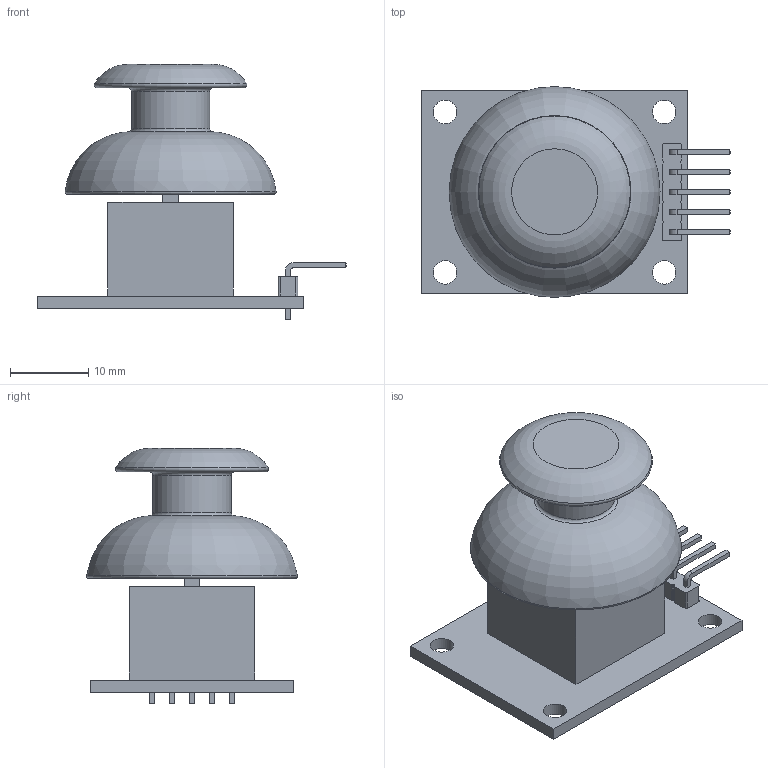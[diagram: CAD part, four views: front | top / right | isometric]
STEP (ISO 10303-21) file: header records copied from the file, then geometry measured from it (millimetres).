
FILE_DESCRIPTION(/* description */ ('Unknown'),/* implementation_level */ '2;1');
FILE_NAME(/* name */ 'Arduino Joystick Module ',/* time_stamp */ '2022-04-26T21:20:32+03:00',/* author */ ('Unknown'),/* organization */ ('Unknown'),/* preprocessor_version */ 'ST-DEVELOPER v18.1',/* originating_system */ 'Solid Edge',/* authorisation */ 'Unknown');
FILE_SCHEMA (('AUTOMOTIVE_DESIGN {1 0 10303 214 3 1 1}'));
Length unit declared in the file: millimetre
Products named in the file (6): Arduino Joystick Module ; Dummy_PCB; Pin Holder; 90 Degree Pin; Joystick Mechanism; Joystick Finger Tip
Assembly tree (9 placements, depth 2):
  Arduino Joystick Module 
    Dummy_PCB
    Pin Holder
    90 Degree Pin  x5
    Joystick Mechanism
    Joystick Finger Tip
Bounding box: 39.48 x 26.95 x 32.6 mm (x, y, z)
Volume: 9163.6 mm3; surface area: 5847.9 mm2
Topology: 9 solids, 9 shells, 204 faces, 527 edges, 344 vertices
Faces by surface type: plane 155, cylinder 43, torus 6
Full cylindrical faces by diameter (mm): 3 x4, 10 x1
Entity records: 4774 total; most frequent: CARTESIAN_POINT 804, DIRECTION 778, ORIENTED_EDGE 770, EDGE_CURVE 385, LINE 308, VECTOR 308, VERTEX_POINT 261, AXIS2_PLACEMENT_3D 235
